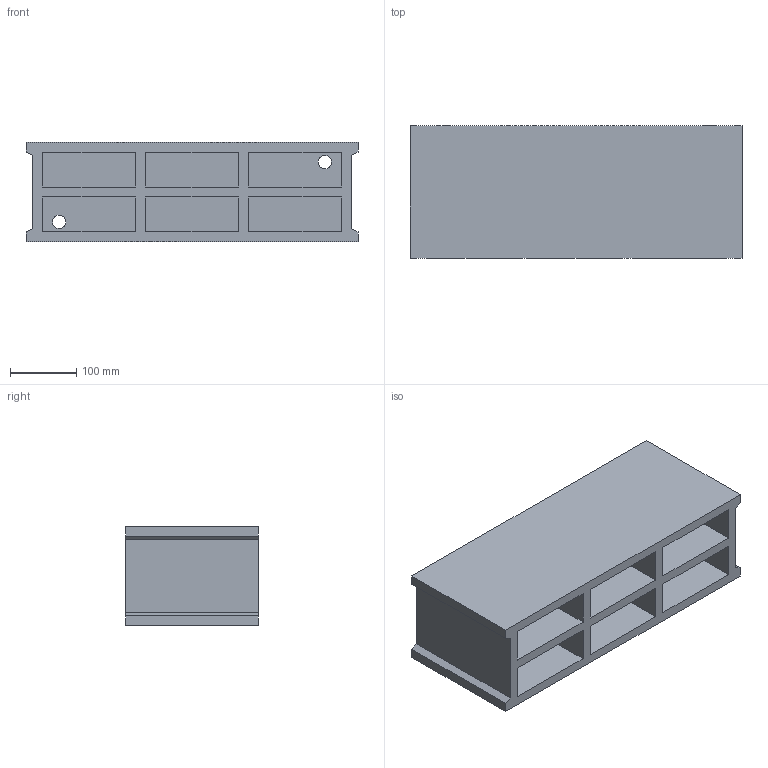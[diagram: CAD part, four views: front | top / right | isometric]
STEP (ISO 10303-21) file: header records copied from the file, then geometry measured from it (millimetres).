
FILE_DESCRIPTION(/* description */ (''),/* implementation_level */ '2;1');
FILE_NAME(/* name */ 'PARPAING-15.stp',/* time_stamp */ '2016-09-07T16:09:28+02:00',/* author */ ('NB'),/* organization */ (''),/* preprocessor_version */ 'ST-DEVELOPER v16.5',/* originating_system */ 'Autodesk Inventor 2017',/* authorisation */ '');
FILE_SCHEMA (('AUTOMOTIVE_DESIGN { 1 0 10303 214 3 1 1 }'));
Length unit declared in the file: millimetre
Products named in the file (1): PARPAING-SCHEMA
Bounding box: 500 x 200 x 150 mm (x, y, z)
Volume: 6372075.2 mm3; surface area: 838322.6 mm2
Topology: 1 solids, 1 shells, 46 faces, 114 edges, 76 vertices
Faces by surface type: plane 44, cylinder 2
Full cylindrical faces by diameter (mm): 20 x2
Entity records: 1370 total; most frequent: CARTESIAN_POINT 235, ORIENTED_EDGE 224, DIRECTION 210, EDGE_CURVE 112, LINE 108, VECTOR 108, VERTEX_POINT 76, EDGE_LOOP 58
